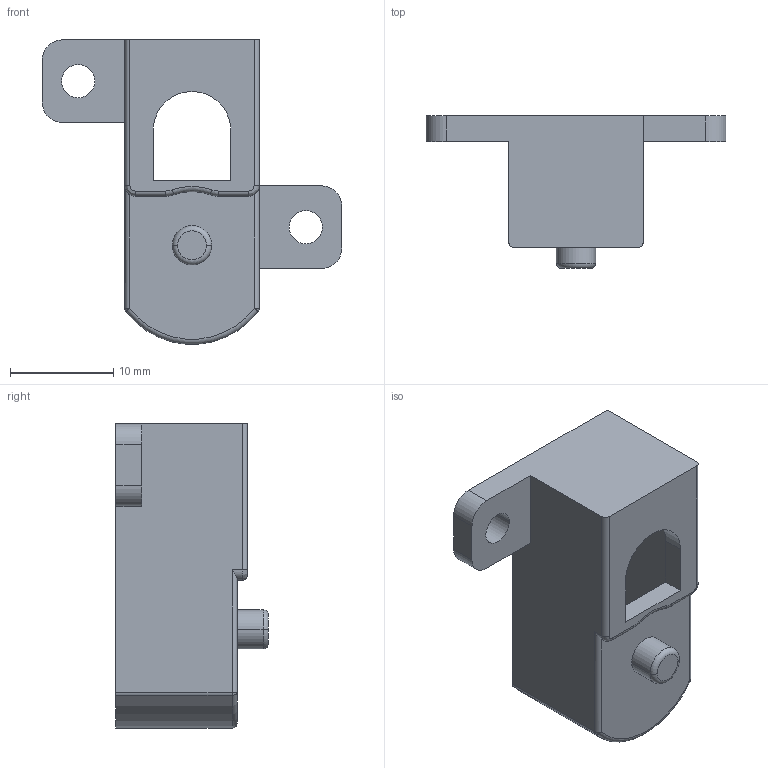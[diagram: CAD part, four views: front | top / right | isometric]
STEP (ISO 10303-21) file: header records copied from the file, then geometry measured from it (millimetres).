
FILE_DESCRIPTION((''),'2;1');
FILE_NAME('MOTOR_SPREIZEN_HALTERUNG','2025-07-13T12:29:59',('Mathias'),(''),'CREO PARAMETRIC BY PTC INC, 2023073','CREO PARAMETRIC BY PTC INC, 2023073','');
FILE_SCHEMA(('CONFIG_CONTROL_DESIGN'));
Length unit declared in the file: millimetre
Products named in the file (1): MOTOR_SPREIZEN_HALTERUNG
Bounding box: 29 x 14.75 x 29.43 mm (x, y, z)
Volume: 2727.4 mm3; surface area: 2767.8 mm2
Topology: 1 solids, 1 shells, 65 faces, 161 edges, 102 vertices
Faces by surface type: cylinder 29, plane 26, torus 6, sphere 2, bspline 2
Entity records: 2030 total; most frequent: CARTESIAN_POINT 383, DIRECTION 355, ORIENTED_EDGE 322, EDGE_CURVE 161, AXIS2_PLACEMENT_3D 133, VERTEX_POINT 102, VECTOR 89, LINE 89
